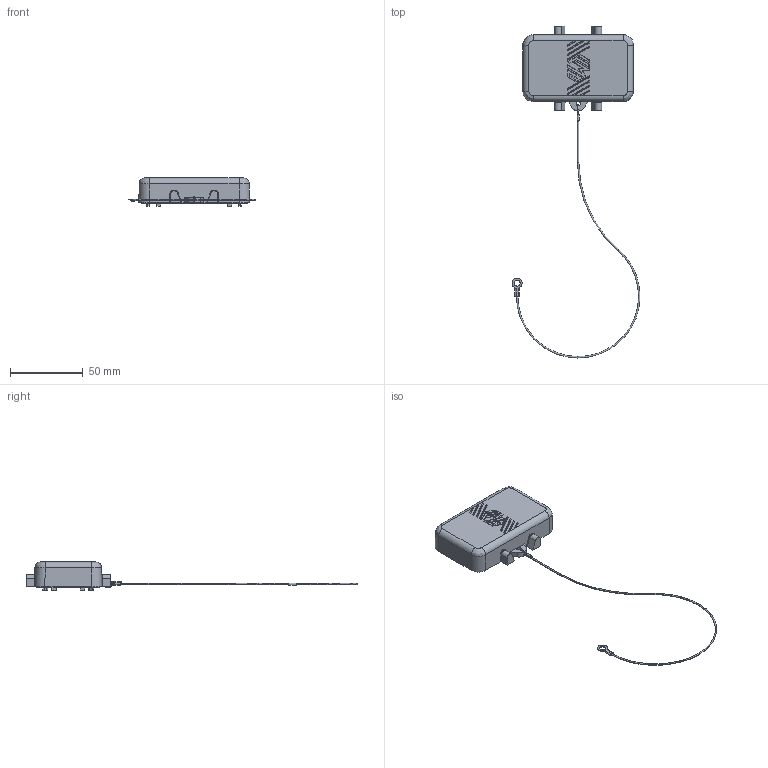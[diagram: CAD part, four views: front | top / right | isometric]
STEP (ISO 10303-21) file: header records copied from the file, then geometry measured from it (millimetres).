
FILE_DESCRIPTION(('Creo Elements/Direct Modeling STEP Export'),'2;1');
FILE_NAME('37jbk2e5h15j5m32644','2022-02-02T11:12:45',(''),(''),'Creo Elements/Direct Modeling STEP processor for AP214 (Solid Model)','Creo Elements/Direct Modeling 20.1B 02-Apr-2019 (C) Parametric Technology GmbH','');
FILE_SCHEMA(('AUTOMOTIVE_DESIGN { 1 0 10303 214 1 1 1 1 }'));
Length unit declared in the file: millimetre
Products named in the file (2): TCHC_10
Assembly tree (1 placements, depth 2):
  TCHC_10
    TCHC_10
Bounding box: 87.99 x 228.27 x 19.65 mm (x, y, z)
Volume: 34202.8 mm3; surface area: 15086 mm2
Topology: 1 solids, 1 shells, 277 faces, 747 edges, 483 vertices
Faces by surface type: cylinder 122, plane 116, torus 15, bspline 8, extrusion 8, cone 8
Entity records: 11649 total; most frequent: CARTESIAN_POINT 4413, ORIENTED_EDGE 1494, DIRECTION 1317, EDGE_CURVE 745, VERTEX_POINT 482, VECTOR 463, LINE 455, AXIS2_PLACEMENT_3D 427
